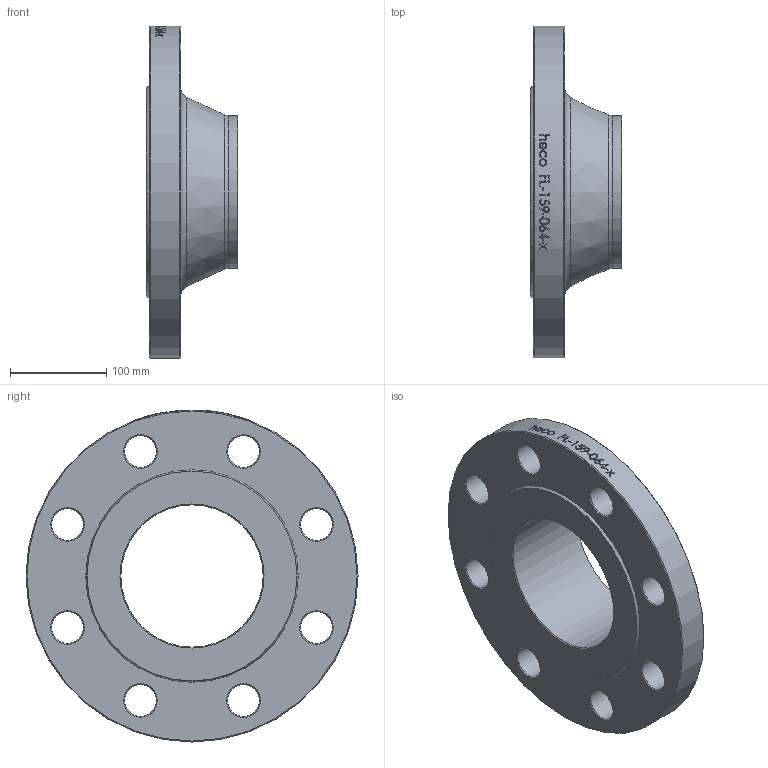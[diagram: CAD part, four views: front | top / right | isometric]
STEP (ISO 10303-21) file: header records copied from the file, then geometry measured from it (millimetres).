
FILE_DESCRIPTION (( 'STEP AP214' ), '1' );
FILE_NAME ('FL-159-064-x Vorschweissflansch EN1092 2102.STEP', '2021-02-17T11:16:26', ( '' ), ( '' ), 'SwSTEP 2.0', 'SolidWorks 2019', '' );
FILE_SCHEMA (( 'AUTOMOTIVE_DESIGN' ));
Length unit declared in the file: millimetre
Products named in the file (1): FL-159-064-x Vorschweissflansch EN1092 2102
Bounding box: 95 x 345 x 345 mm (x, y, z)
Volume: 2789844.1 mm3; surface area: 267194.1 mm2
Topology: 1 solids, 1 shells, 60 faces, 244 edges, 210 vertices
Faces by surface type: cylinder 33, cone 21, plane 4, torus 2
Full cylindrical faces by diameter (mm): 33 x8, 147.8 x1, 159 x1, 345 x1
Entity records: 5738 total; most frequent: CARTESIAN_POINT 3652, ORIENTED_EDGE 400, DIRECTION 311, VERTEX_POINT 200, EDGE_CURVE 200, AXIS2_PLACEMENT_3D 142, EDGE_LOOP 136, B_SPLINE_CURVE_WITH_KNOTS 92
